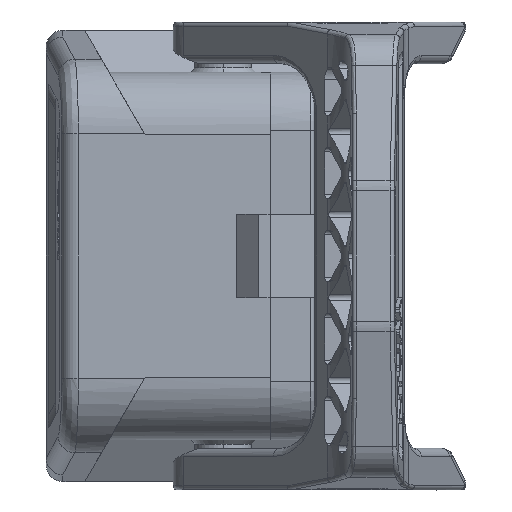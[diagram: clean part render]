
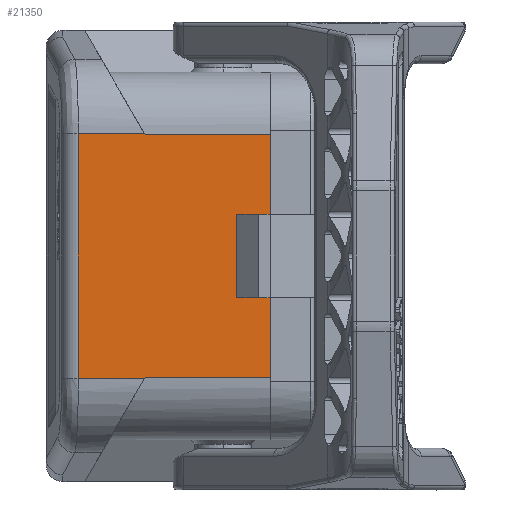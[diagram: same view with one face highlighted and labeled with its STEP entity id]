
A CAD part, left-side view. The second image highlights one B-rep face of the part: STEP entity #21350.
In plain terms, the highlighted planar face has unit normal (-1, 0.011, 0).
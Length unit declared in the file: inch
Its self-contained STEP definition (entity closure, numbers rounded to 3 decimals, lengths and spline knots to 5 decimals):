
#15684=DIRECTION('',(0.,0.,1.));
#15685=VECTOR('',#15684,1.15176);
#15686=CARTESIAN_POINT('',(-1.84355,0.62831,
-0.57588));
#15687=LINE('',#15686,#15685);
#15824=DIRECTION('',(-0.01,-1.,0.));
#15825=VECTOR('',#15824,0.5894);
#15826=CARTESIAN_POINT('',(-1.84684,0.31377,
0.57087));
#15827=LINE('',#15826,#15825);
#15828=CARTESIAN_POINT('',(-1.8468,0.3164,
0.57542));
#15829=CARTESIAN_POINT('',(-1.8468,0.31611,
0.57491));
#15830=CARTESIAN_POINT('',(-1.84683,0.31553,
0.5739));
#15831=CARTESIAN_POINT('',(-1.84683,0.31465,
0.57238));
#15832=CARTESIAN_POINT('',(-1.84684,0.31407,
0.57137));
#15833=CARTESIAN_POINT('',(-1.84684,0.31377,
0.57087));
#15849=DIRECTION('',(0.,0.,-1.));
#15850=VECTOR('',#15849,0.37402);
#15851=CARTESIAN_POINT('',(-1.85301,-0.27559,
-0.19685));
#15852=LINE('',#15851,#15850);
#15857=DIRECTION('',(0.,0.,-1.));
#15858=VECTOR('',#15857,0.37402);
#15859=CARTESIAN_POINT('',(-1.85301,-0.27559,
0.57087));
#15860=LINE('',#15859,#15858);
#16158=DIRECTION('',(0.01,1.,-0.001));
#16159=VECTOR('',#16158,0.31193);
#16160=CARTESIAN_POINT('',(-1.8468,0.3164,
-0.57542));
#16161=LINE('',#16160,#16159);
#16200=DIRECTION('',(-0.01,-1.,0.));
#16201=VECTOR('',#16200,0.15748);
#16202=CARTESIAN_POINT('',(-1.85136,-0.11811,
-0.19685));
#16203=LINE('',#16202,#16201);
#16220=DIRECTION('',(0.01,1.,0.));
#16221=VECTOR('',#16220,0.15748);
#16222=CARTESIAN_POINT('',(-1.85301,-0.27559,
0.19685));
#16223=LINE('',#16222,#16221);
#16240=DIRECTION('',(0.,0.,-1.));
#16241=VECTOR('',#16240,0.3937);
#16242=CARTESIAN_POINT('',(-1.85136,-0.11811,
0.19685));
#16243=LINE('',#16242,#16241);
#16278=CARTESIAN_POINT('',(-1.84684,0.31377,
-0.57087));
#16279=CARTESIAN_POINT('',(-1.84684,0.31407,
-0.57137));
#16280=CARTESIAN_POINT('',(-1.84683,0.31465,
-0.57238));
#16281=CARTESIAN_POINT('',(-1.84683,0.31553,
-0.5739));
#16282=CARTESIAN_POINT('',(-1.8468,0.31611,
-0.57491));
#16283=CARTESIAN_POINT('',(-1.8468,0.3164,
-0.57542));
#16285=DIRECTION('',(0.01,1.,0.));
#16286=VECTOR('',#16285,0.5894);
#16287=CARTESIAN_POINT('',(-1.85301,-0.27559,
-0.57087));
#16288=LINE('',#16287,#16286);
#17021=DIRECTION('',(-0.01,-1.,-0.001));
#17022=VECTOR('',#17021,0.31193);
#17023=CARTESIAN_POINT('',(-1.84355,0.62831,
0.57588));
#17024=LINE('',#17023,#17022);
#18946=CARTESIAN_POINT('',(-1.85136,-0.11811,
-0.19685));
#18947=VERTEX_POINT('',#18946);
#18948=CARTESIAN_POINT('',(-1.85301,-0.27559,
-0.19685));
#18949=VERTEX_POINT('',#18948);
#18966=CARTESIAN_POINT('',(-1.85301,-0.27559,
0.19685));
#18967=VERTEX_POINT('',#18966);
#18968=CARTESIAN_POINT('',(-1.85136,-0.11811,
0.19685));
#18969=VERTEX_POINT('',#18968);
#18970=CARTESIAN_POINT('',(-1.85301,-0.27559,
0.57087));
#18971=VERTEX_POINT('',#18970);
#18972=CARTESIAN_POINT('',(-1.84684,0.31377,
0.57087));
#18973=VERTEX_POINT('',#18972);
#18974=CARTESIAN_POINT('',(-1.84355,0.62831,
0.57588));
#18975=CARTESIAN_POINT('',(-1.8468,0.3164,
0.57542));
#18976=VERTEX_POINT('',#18974);
#18977=VERTEX_POINT('',#18975);
#18978=CARTESIAN_POINT('',(-1.84355,0.62831,
-0.57588));
#18979=VERTEX_POINT('',#18978);
#18980=CARTESIAN_POINT('',(-1.8468,0.3164,
-0.57542));
#18981=VERTEX_POINT('',#18980);
#18982=CARTESIAN_POINT('',(-1.85301,-0.27559,
-0.57087));
#18983=CARTESIAN_POINT('',(-1.84684,0.31377,
-0.57087));
#18984=VERTEX_POINT('',#18982);
#18985=VERTEX_POINT('',#18983);
#21325=CARTESIAN_POINT('',(-1.85433,-0.40153,0.));
#21326=DIRECTION('',(-1.,0.01,0.));
#21327=DIRECTION('',(-0.01,-1.,0.));
#21328=AXIS2_PLACEMENT_3D('',#21325,#21326,#21327);
#21329=PLANE('',#21328);
#21331=ORIENTED_EDGE('',*,*,#21330,.T.);
#21332=ORIENTED_EDGE('',*,*,#20960,.T.);
#21334=ORIENTED_EDGE('',*,*,#21333,.T.);
#21336=ORIENTED_EDGE('',*,*,#21335,.T.);
#21337=ORIENTED_EDGE('',*,*,#21316,.T.);
#21338=ORIENTED_EDGE('',*,*,#20711,.T.);
#21340=ORIENTED_EDGE('',*,*,#21339,.T.);
#21341=ORIENTED_EDGE('',*,*,#20943,.T.);
#21342=ORIENTED_EDGE('',*,*,#20941,.T.);
#21343=ORIENTED_EDGE('',*,*,#20968,.T.);
#21345=ORIENTED_EDGE('',*,*,#21344,.T.);
#21347=ORIENTED_EDGE('',*,*,#21346,.T.);
#21348=EDGE_LOOP('',(#21331,#21332,#21334,#21336,#21337,#21338,#21340,#21341,
#21342,#21343,#21345,#21347));
#21349=FACE_OUTER_BOUND('',#21348,.F.);
#21350=ADVANCED_FACE('',(#21349),#21329,.T.);
#15834=B_SPLINE_CURVE_WITH_KNOTS('',3,(#15828,#15829,#15830,#15831,#15832,
#15833),.UNSPECIFIED.,.F.,.F.,(4,1,1,4),(0.,0.33333,
0.66667,1.),.UNSPECIFIED.);
#16284=B_SPLINE_CURVE_WITH_KNOTS('',3,(#16278,#16279,#16280,#16281,#16282,
#16283),.UNSPECIFIED.,.F.,.F.,(4,1,1,4),(0.,0.33333,
0.66667,1.),.UNSPECIFIED.);
#20711=EDGE_CURVE('',#18979,#18976,#15687,.T.);
#20941=EDGE_CURVE('',#18973,#18971,#15827,.T.);
#20943=EDGE_CURVE('',#18977,#18973,#15834,.T.);
#20960=EDGE_CURVE('',#18949,#18984,#15852,.T.);
#20968=EDGE_CURVE('',#18971,#18967,#15860,.T.);
#21316=EDGE_CURVE('',#18981,#18979,#16161,.T.);
#21330=EDGE_CURVE('',#18947,#18949,#16203,.T.);
#21333=EDGE_CURVE('',#18984,#18985,#16288,.T.);
#21335=EDGE_CURVE('',#18985,#18981,#16284,.T.);
#21339=EDGE_CURVE('',#18976,#18977,#17024,.T.);
#21344=EDGE_CURVE('',#18967,#18969,#16223,.T.);
#21346=EDGE_CURVE('',#18969,#18947,#16243,.T.);
